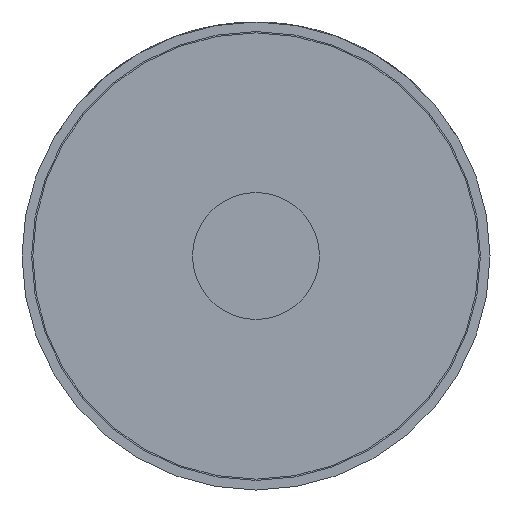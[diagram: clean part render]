
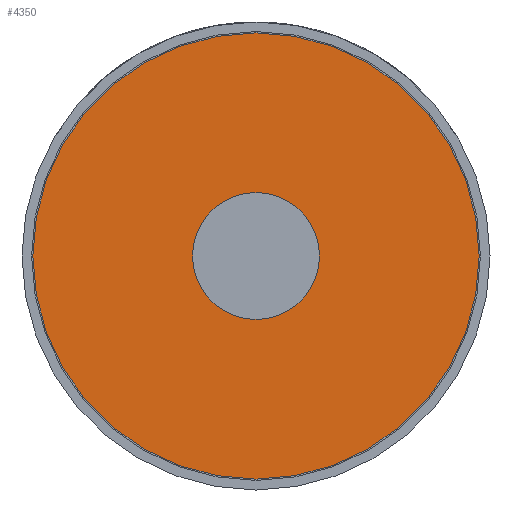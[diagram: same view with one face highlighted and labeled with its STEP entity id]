
A CAD part, front view. The second image highlights one B-rep face of the part: STEP entity #4350.
In plain terms, the highlighted planar face has unit normal (0, -1, 0).
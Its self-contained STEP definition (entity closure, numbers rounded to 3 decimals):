
#53 = DIRECTION ( 'NONE',  ( 0., -1., 0. ) ) ;
#304 = EDGE_CURVE ( 'Defeature ausgef�hrt2_4+Defeature ausgef�hrt2_5+Defeature ausgef�hrt2_5+Defeature ausgef�hrt2_5', #1853, #362, #1106, .T. ) ;
#362 = VERTEX_POINT ( 'NONE', #2765 ) ;
#374 = EDGE_LOOP ( 'NONE', ( #2333, #2377 ) ) ;
#579 = CARTESIAN_POINT ( 'NONE',  ( 0.037, 0.053, 0. ) ) ;
#595 = PLANE ( 'NONE',  #1982 ) ;
#705 = EDGE_CURVE ( 'Defeature ausgef�hrt2_4+Defeature ausgef�hrt2_14+Defeature ausgef�hrt2_14+Defeature ausgef�hrt2_14', #4640, #2013, #2193, .T. ) ;
#738 = EDGE_CURVE ( 'Defeature ausgef�hrt2_4+Defeature ausgef�hrt2_5+Defeature ausgef�hrt2_5+Defeature ausgef�hrt2_5', #362, #1853, #2077, .T. ) ;
#773 = ORIENTED_EDGE ( 'NONE', *, *, #3504, .T. ) ;
#1036 = CIRCLE ( 'NONE', #4325, 0.37 ) ;
#1106 = CIRCLE ( 'NONE', #4469, 1.74 ) ;
#1338 = DIRECTION ( 'NONE',  ( 0., -1., 0. ) ) ;
#1510 = DIRECTION ( 'NONE',  ( 0., 0., 1. ) ) ;
#1724 = FACE_BOUND ( 'NONE', #3865, .T. ) ;
#1853 = VERTEX_POINT ( 'NONE', #1995 ) ;
#1950 = DIRECTION ( 'NONE',  ( 0., -1., 0. ) ) ;
#1982 = AXIS2_PLACEMENT_3D ( 'NONE', #3184, #1338, #3963 ) ;
#1995 = CARTESIAN_POINT ( 'NONE',  ( 0.037, 0.053, -1.74 ) ) ;
#2013 = VERTEX_POINT ( 'NONE', #3971 ) ;
#2063 = AXIS2_PLACEMENT_3D ( 'NONE', #3388, #53, #2627 ) ;
#2077 = CIRCLE ( 'NONE', #2063, 1.74 ) ;
#2082 = DIRECTION ( 'NONE',  ( 0., 1., 0. ) ) ;
#2193 = CIRCLE ( 'NONE', #2626, 0.37 ) ;
#2333 = ORIENTED_EDGE ( 'NONE', *, *, #304, .T. ) ;
#2377 = ORIENTED_EDGE ( 'NONE', *, *, #738, .T. ) ;
#2626 = AXIS2_PLACEMENT_3D ( 'NONE', #4131, #3738, #1510 ) ;
#2627 = DIRECTION ( 'NONE',  ( 0., 0., -1. ) ) ;
#2709 = FACE_OUTER_BOUND ( 'NONE', #374, .T. ) ;
#2765 = CARTESIAN_POINT ( 'NONE',  ( 0.037, 0.053, 1.74 ) ) ;
#3174 = DIRECTION ( 'NONE',  ( 0., 0., 1. ) ) ;
#3184 = CARTESIAN_POINT ( 'NONE',  ( 0.037, 0.053, 0. ) ) ;
#3388 = CARTESIAN_POINT ( 'NONE',  ( 0.037, 0.053, 0. ) ) ;
#3463 = CARTESIAN_POINT ( 'NONE',  ( 0.037, 0.053, 0. ) ) ;
#3504 = EDGE_CURVE ( 'Defeature ausgef�hrt2_4+Defeature ausgef�hrt2_14+Defeature ausgef�hrt2_14+Defeature ausgef�hrt2_14', #2013, #4640, #1036, .T. ) ;
#3738 = DIRECTION ( 'NONE',  ( 0., 1., 0. ) ) ;
#3865 = EDGE_LOOP ( 'NONE', ( #773, #4594 ) ) ;
#3963 = DIRECTION ( 'NONE',  ( 0., 0., -1. ) ) ;
#3971 = CARTESIAN_POINT ( 'NONE',  ( 0.037, 0.053, 0.37 ) ) ;
#4131 = CARTESIAN_POINT ( 'NONE',  ( 0.037, 0.053, 0. ) ) ;
#4153 = CARTESIAN_POINT ( 'NONE',  ( 0.037, 0.053, -0.37 ) ) ;
#4180 = DIRECTION ( 'NONE',  ( 0., 0., -1. ) ) ;
#4325 = AXIS2_PLACEMENT_3D ( 'NONE', #579, #2082, #3174 ) ;
#4350 = ADVANCED_FACE ( 'Defeature ausgef�hrt2_4', ( #1724, #2709 ), #595, .T. ) ;
#4469 = AXIS2_PLACEMENT_3D ( 'NONE', #3463, #1950, #4180 ) ;
#4594 = ORIENTED_EDGE ( 'NONE', *, *, #705, .T. ) ;
#4640 = VERTEX_POINT ( 'NONE', #4153 ) ;
